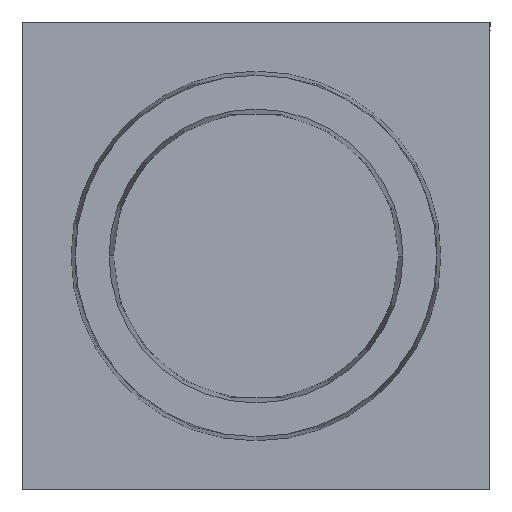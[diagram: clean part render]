
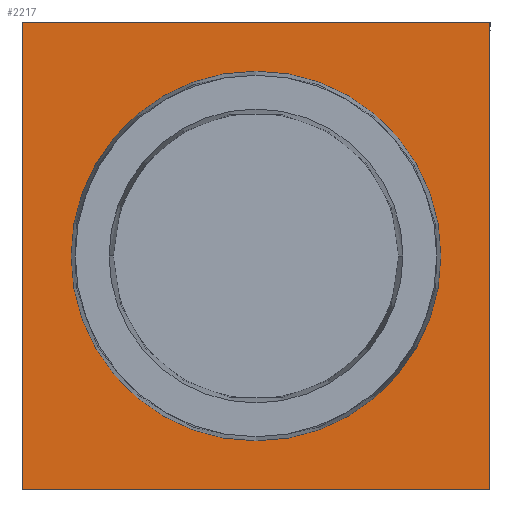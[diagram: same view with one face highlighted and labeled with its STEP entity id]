
A CAD part, front view. The second image highlights one B-rep face of the part: STEP entity #2217.
In plain terms, the highlighted planar face has unit normal (0, -1, 0).
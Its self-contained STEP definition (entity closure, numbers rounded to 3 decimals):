
#156 = EDGE_CURVE ( 'NONE', #493, #3226, #2568, .T. ) ;
#196 = DIRECTION ( 'NONE',  ( 0., 0., -1. ) ) ;
#215 = LINE ( 'NONE', #1097, #245 ) ;
#222 = CARTESIAN_POINT ( 'NONE',  ( -25., 0., -25. ) ) ;
#245 = VECTOR ( 'NONE', #1636, 1000. ) ;
#264 = EDGE_CURVE ( 'NONE', #1981, #414, #2223, .T. ) ;
#414 = VERTEX_POINT ( 'NONE', #222 ) ;
#420 = DIRECTION ( 'NONE',  ( 0., 1., 0. ) ) ;
#438 = DIRECTION ( 'NONE',  ( 0., 0., 1. ) ) ;
#488 = CIRCLE ( 'NONE', #2293, 19.75 ) ;
#493 = VERTEX_POINT ( 'NONE', #1463 ) ;
#504 = CARTESIAN_POINT ( 'NONE',  ( 25., 0., -25. ) ) ;
#510 = CIRCLE ( 'NONE', #627, 19.75 ) ;
#553 = VECTOR ( 'NONE', #196, 1000. ) ;
#587 = VECTOR ( 'NONE', #1852, 1000. ) ;
#610 = VERTEX_POINT ( 'NONE', #2496 ) ;
#627 = AXIS2_PLACEMENT_3D ( 'NONE', #693, #2350, #1232 ) ;
#693 = CARTESIAN_POINT ( 'NONE',  ( 0., 0., 0. ) ) ;
#762 = ORIENTED_EDGE ( 'NONE', *, *, #2454, .T. ) ;
#785 = DIRECTION ( 'NONE',  ( 0., 1., 0. ) ) ;
#915 = CARTESIAN_POINT ( 'NONE',  ( 25., 0., -25. ) ) ;
#919 = CARTESIAN_POINT ( 'NONE',  ( -25., 0., -25. ) ) ;
#951 = EDGE_CURVE ( 'NONE', #3226, #1981, #1140, .T. ) ;
#1097 = CARTESIAN_POINT ( 'NONE',  ( -25., 0., -25. ) ) ;
#1138 = VERTEX_POINT ( 'NONE', #3183 ) ;
#1140 = LINE ( 'NONE', #915, #553 ) ;
#1196 = FACE_BOUND ( 'NONE', #1423, .T. ) ;
#1232 = DIRECTION ( 'NONE',  ( 0., 0., 1. ) ) ;
#1250 = EDGE_LOOP ( 'NONE', ( #2211, #2321, #2074, #2925 ) ) ;
#1288 = AXIS2_PLACEMENT_3D ( 'NONE', #2177, #420, #438 ) ;
#1357 = CARTESIAN_POINT ( 'NONE',  ( -25., 0., 25. ) ) ;
#1423 = EDGE_LOOP ( 'NONE', ( #3060, #762 ) ) ;
#1426 = CARTESIAN_POINT ( 'NONE',  ( 25., 0., 25. ) ) ;
#1463 = CARTESIAN_POINT ( 'NONE',  ( -25., 0., 25. ) ) ;
#1487 = VECTOR ( 'NONE', #1905, 1000. ) ;
#1520 = CARTESIAN_POINT ( 'NONE',  ( 0., 0., 0. ) ) ;
#1636 = DIRECTION ( 'NONE',  ( 0., 0., 1. ) ) ;
#1785 = DIRECTION ( 'NONE',  ( 0., 0., 1. ) ) ;
#1851 = FACE_OUTER_BOUND ( 'NONE', #1250, .T. ) ;
#1852 = DIRECTION ( 'NONE',  ( 1., 0., 0. ) ) ;
#1905 = DIRECTION ( 'NONE',  ( -1., 0., 0. ) ) ;
#1981 = VERTEX_POINT ( 'NONE', #504 ) ;
#2074 = ORIENTED_EDGE ( 'NONE', *, *, #2987, .F. ) ;
#2105 = EDGE_CURVE ( 'NONE', #610, #1138, #510, .T. ) ;
#2177 = CARTESIAN_POINT ( 'NONE',  ( 25., 0., 25. ) ) ;
#2211 = ORIENTED_EDGE ( 'NONE', *, *, #951, .F. ) ;
#2217 = ADVANCED_FACE ( 'NONE', ( #1851, #1196 ), #2709, .F. ) ;
#2223 = LINE ( 'NONE', #919, #1487 ) ;
#2293 = AXIS2_PLACEMENT_3D ( 'NONE', #1520, #785, #1785 ) ;
#2321 = ORIENTED_EDGE ( 'NONE', *, *, #156, .F. ) ;
#2350 = DIRECTION ( 'NONE',  ( 0., 1., 0. ) ) ;
#2454 = EDGE_CURVE ( 'NONE', #1138, #610, #488, .T. ) ;
#2496 = CARTESIAN_POINT ( 'NONE',  ( 0., 0., 19.75 ) ) ;
#2568 = LINE ( 'NONE', #1357, #587 ) ;
#2709 = PLANE ( 'NONE',  #1288 ) ;
#2925 = ORIENTED_EDGE ( 'NONE', *, *, #264, .F. ) ;
#2987 = EDGE_CURVE ( 'NONE', #414, #493, #215, .T. ) ;
#3060 = ORIENTED_EDGE ( 'NONE', *, *, #2105, .T. ) ;
#3183 = CARTESIAN_POINT ( 'NONE',  ( 0., 0., -19.75 ) ) ;
#3226 = VERTEX_POINT ( 'NONE', #1426 ) ;
